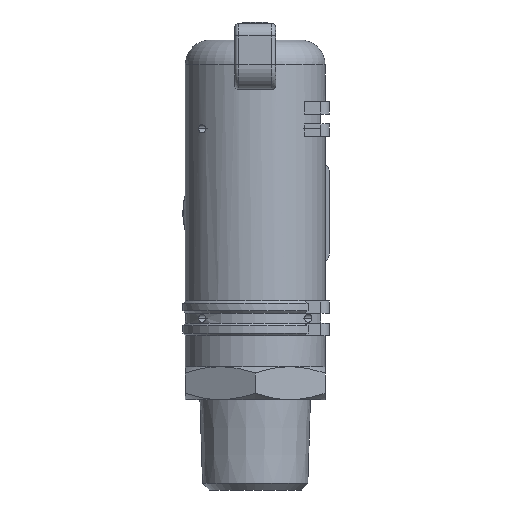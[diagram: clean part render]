
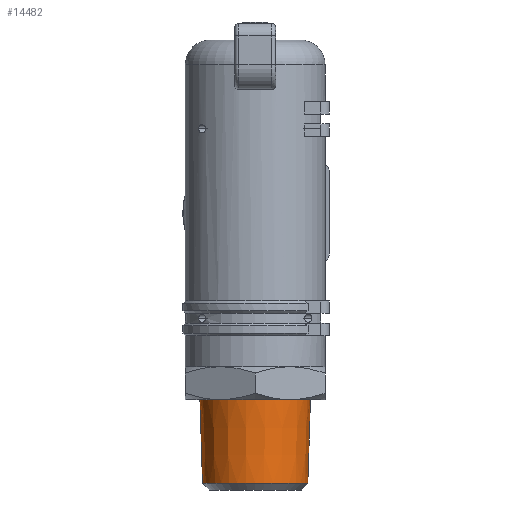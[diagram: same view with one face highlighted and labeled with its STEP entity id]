
A CAD part, front view. The second image highlights one B-rep face of the part: STEP entity #14482.
In plain terms, the highlighted conical face has half-angle 1.79 degrees and reference radius 6.552 mm.
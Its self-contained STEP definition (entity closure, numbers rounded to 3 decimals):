
#1469=CARTESIAN_POINT('',(6.305,-5.825,-27.675));
#1470=VERTEX_POINT('',#1469);
#1471=CARTESIAN_POINT('',(6.624,-5.825,-17.475));
#1472=VERTEX_POINT('',#1471);
#1473=CARTESIAN_POINT('',(6.305,-5.825,-27.675));
#1474=DIRECTION('',(0.031,0.,1.));
#1475=VECTOR('',#1474,10.205);
#1476=LINE('',#1473,#1475);
#1477=EDGE_CURVE('',#1470,#1472,#1476,.T.);
#1479=CARTESIAN_POINT('',(-6.505,-5.825,-27.675));
#1480=VERTEX_POINT('',#1479);
#1488=CARTESIAN_POINT('',(-6.824,-5.825,-17.475));
#1489=VERTEX_POINT('',#1488);
#1490=CARTESIAN_POINT('',(-6.505,-5.825,-27.675));
#1491=DIRECTION('',(-0.031,0.,1.));
#1492=VECTOR('',#1491,10.205);
#1493=LINE('',#1490,#1492);
#1494=EDGE_CURVE('',#1480,#1489,#1493,.T.);
#1534=CARTESIAN_POINT('',(-0.1,-5.825,-27.675));
#1535=DIRECTION('',(0.0,0.0,-1.0));
#1536=DIRECTION('',(-1.0,0.0,0.0));
#1537=AXIS2_PLACEMENT_3D('',#1534,#1535,#1536);
#1538=CIRCLE('',#1537,6.405);
#1539=EDGE_CURVE('',#1470,#1480,#1538,.T.);
#14465=CARTESIAN_POINT('',(-0.1,-5.825,-22.975));
#14466=DIRECTION('',(0.0,0.0,1.0));
#14467=DIRECTION('',(1.0,0.0,0.0));
#14468=AXIS2_PLACEMENT_3D('',#14465,#14466,#14467);
#14469=CONICAL_SURFACE('',#14468,6.552,1.79);
#14470=ORIENTED_EDGE('',*,*,#1477,.T.);
#14471=CARTESIAN_POINT('',(-0.1,-5.825,-17.475));
#14472=DIRECTION('',(0.0,0.0,1.0));
#14473=DIRECTION('',(1.0,0.0,0.0));
#14474=AXIS2_PLACEMENT_3D('',#14471,#14472,#14473);
#14475=CIRCLE('',#14474,6.724);
#14476=EDGE_CURVE('',#1489,#1472,#14475,.T.);
#14477=ORIENTED_EDGE('',*,*,#14476,.F.);
#14478=ORIENTED_EDGE('',*,*,#1494,.F.);
#14479=ORIENTED_EDGE('',*,*,#1539,.F.);
#14480=EDGE_LOOP('',(#14470,#14477,#14478,#14479));
#14481=FACE_OUTER_BOUND('',#14480,.T.);
#14482=ADVANCED_FACE('',(#14481),#14469,.T.);
